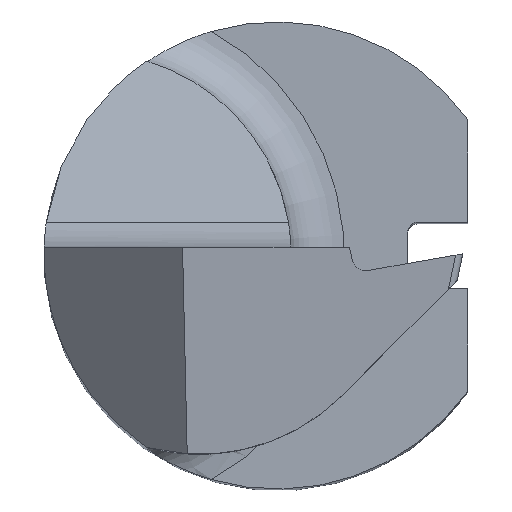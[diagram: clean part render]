
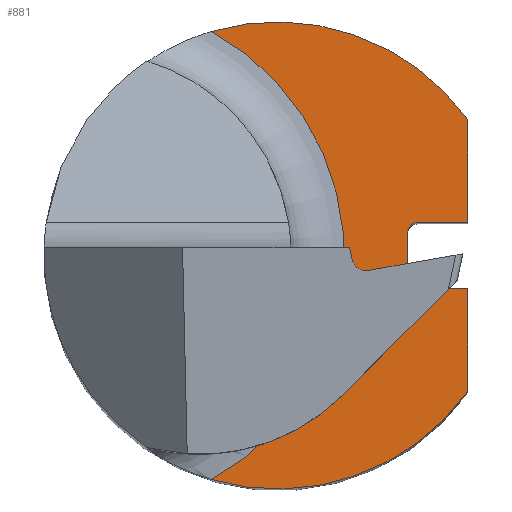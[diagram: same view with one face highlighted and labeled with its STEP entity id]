
A CAD part, top view. The second image highlights one B-rep face of the part: STEP entity #881.
In plain terms, the highlighted planar face has unit normal (0, 0, 1).
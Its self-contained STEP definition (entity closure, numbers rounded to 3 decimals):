
#7 = EDGE_CURVE ( 'NONE', #560, #97, #899, .T. ) ;
#24 = PLANE ( 'NONE',  #505 ) ;
#44 = CARTESIAN_POINT ( 'NONE',  ( 2.1, 0.5, 15. ) ) ;
#62 = CIRCLE ( 'NONE', #722, 0.15 ) ;
#97 = VERTEX_POINT ( 'NONE', #751 ) ;
#107 = EDGE_CURVE ( 'NONE', #617, #97, #203, .T. ) ;
#112 = AXIS2_PLACEMENT_3D ( 'NONE', #894, #257, #565 ) ;
#122 = CARTESIAN_POINT ( 'NONE',  ( 0., 0., 15. ) ) ;
#127 = CARTESIAN_POINT ( 'NONE',  ( 2.1, 0.35, 15. ) ) ;
#135 = EDGE_CURVE ( 'NONE', #588, #716, #228, .T. ) ;
#136 = LINE ( 'NONE', #609, #710 ) ;
#151 = CARTESIAN_POINT ( 'NONE',  ( 2.85, 2.032, 15. ) ) ;
#153 = ORIENTED_EDGE ( 'NONE', *, *, #135, .T. ) ;
#155 = VECTOR ( 'NONE', #797, 1000. ) ;
#203 = LINE ( 'NONE', #916, #673 ) ;
#226 = CIRCLE ( 'NONE', #112, 3.5 ) ;
#228 = CIRCLE ( 'NONE', #355, 3.5 ) ;
#257 = DIRECTION ( 'NONE',  ( 0., 0., 1. ) ) ;
#269 = VERTEX_POINT ( 'NONE', #344 ) ;
#338 = CARTESIAN_POINT ( 'NONE',  ( 2.85, 0.5, 15. ) ) ;
#344 = CARTESIAN_POINT ( 'NONE',  ( 2.85, -0.5, 15. ) ) ;
#350 = DIRECTION ( 'NONE',  ( 0., 1., 0. ) ) ;
#354 = DIRECTION ( 'NONE',  ( 0., 0., -1. ) ) ;
#355 = AXIS2_PLACEMENT_3D ( 'NONE', #122, #920, #434 ) ;
#360 = EDGE_CURVE ( 'NONE', #716, #269, #592, .T. ) ;
#370 = EDGE_CURVE ( 'NONE', #617, #448, #62, .T. ) ;
#375 = DIRECTION ( 'NONE',  ( 1., 0., 0. ) ) ;
#384 = CARTESIAN_POINT ( 'NONE',  ( -0.99, 3.357, 15. ) ) ;
#397 = ORIENTED_EDGE ( 'NONE', *, *, #107, .F. ) ;
#399 = ORIENTED_EDGE ( 'NONE', *, *, #957, .T. ) ;
#406 = LINE ( 'NONE', #945, #587 ) ;
#407 = CARTESIAN_POINT ( 'NONE',  ( -0.325, -0.054, 15. ) ) ;
#434 = DIRECTION ( 'NONE',  ( 1., 0., 0. ) ) ;
#436 = ORIENTED_EDGE ( 'NONE', *, *, #370, .T. ) ;
#443 = EDGE_LOOP ( 'NONE', ( #399, #1030, #153, #793, #782, #666, #397, #436, #949, #528 ) ) ;
#448 = VERTEX_POINT ( 'NONE', #44 ) ;
#467 = LINE ( 'NONE', #151, #155 ) ;
#486 = DIRECTION ( 'NONE',  ( 1., 0., 0. ) ) ;
#494 = CARTESIAN_POINT ( 'NONE',  ( 2.1, -0.35, 15. ) ) ;
#503 = DIRECTION ( 'NONE',  ( 1., 0., 0. ) ) ;
#505 = AXIS2_PLACEMENT_3D ( 'NONE', #407, #726, #486 ) ;
#528 = ORIENTED_EDGE ( 'NONE', *, *, #766, .T. ) ;
#560 = VERTEX_POINT ( 'NONE', #833 ) ;
#565 = DIRECTION ( 'NONE',  ( 1., 0., 0. ) ) ;
#587 = VECTOR ( 'NONE', #728, 1000. ) ;
#588 = VERTEX_POINT ( 'NONE', #677 ) ;
#592 = LINE ( 'NONE', #844, #961 ) ;
#594 = CARTESIAN_POINT ( 'NONE',  ( 1.95, 0.35, 15. ) ) ;
#607 = EDGE_CURVE ( 'NONE', #715, #588, #958, .T. ) ;
#609 = CARTESIAN_POINT ( 'NONE',  ( 64.45, 0.5, 15. ) ) ;
#617 = VERTEX_POINT ( 'NONE', #594 ) ;
#626 = VERTEX_POINT ( 'NONE', #338 ) ;
#631 = AXIS2_PLACEMENT_3D ( 'NONE', #756, #354, #1004 ) ;
#644 = DIRECTION ( 'NONE',  ( 1., 0., 0. ) ) ;
#666 = ORIENTED_EDGE ( 'NONE', *, *, #7, .T. ) ;
#673 = VECTOR ( 'NONE', #1006, 1000. ) ;
#677 = CARTESIAN_POINT ( 'NONE',  ( -0.99, -3.357, 15. ) ) ;
#710 = VECTOR ( 'NONE', #375, 1000. ) ;
#715 = VERTEX_POINT ( 'NONE', #384 ) ;
#716 = VERTEX_POINT ( 'NONE', #952 ) ;
#722 = AXIS2_PLACEMENT_3D ( 'NONE', #127, #989, #503 ) ;
#726 = DIRECTION ( 'NONE',  ( 0., 0., 1. ) ) ;
#728 = DIRECTION ( 'NONE',  ( 1., 0., 0. ) ) ;
#751 = CARTESIAN_POINT ( 'NONE',  ( 1.95, -0.35, 15. ) ) ;
#756 = CARTESIAN_POINT ( 'NONE',  ( -2.827, 0., 15. ) ) ;
#766 = EDGE_CURVE ( 'NONE', #626, #953, #467, .T. ) ;
#782 = ORIENTED_EDGE ( 'NONE', *, *, #847, .F. ) ;
#793 = ORIENTED_EDGE ( 'NONE', *, *, #360, .T. ) ;
#797 = DIRECTION ( 'NONE',  ( 0., 1., 0. ) ) ;
#799 = CARTESIAN_POINT ( 'NONE',  ( 2.85, 2.032, 15. ) ) ;
#833 = CARTESIAN_POINT ( 'NONE',  ( 2.1, -0.5, 15. ) ) ;
#844 = CARTESIAN_POINT ( 'NONE',  ( 2.85, 2.032, 15. ) ) ;
#847 = EDGE_CURVE ( 'NONE', #560, #269, #406, .T. ) ;
#877 = FACE_OUTER_BOUND ( 'NONE', #443, .T. ) ;
#881 = ADVANCED_FACE ( 'NONE', ( #877 ), #24, .T. ) ;
#894 = CARTESIAN_POINT ( 'NONE',  ( 0., 0., 15. ) ) ;
#899 = CIRCLE ( 'NONE', #1000, 0.15 ) ;
#916 = CARTESIAN_POINT ( 'NONE',  ( 1.95, 0.5, 15. ) ) ;
#920 = DIRECTION ( 'NONE',  ( 0., 0., 1. ) ) ;
#945 = CARTESIAN_POINT ( 'NONE',  ( 64.45, -0.5, 15. ) ) ;
#949 = ORIENTED_EDGE ( 'NONE', *, *, #1033, .T. ) ;
#952 = CARTESIAN_POINT ( 'NONE',  ( 2.85, -2.032, 15. ) ) ;
#953 = VERTEX_POINT ( 'NONE', #799 ) ;
#957 = EDGE_CURVE ( 'NONE', #953, #715, #226, .T. ) ;
#958 = CIRCLE ( 'NONE', #631, 3.827 ) ;
#961 = VECTOR ( 'NONE', #350, 1000. ) ;
#977 = DIRECTION ( 'NONE',  ( 0., 0., -1. ) ) ;
#989 = DIRECTION ( 'NONE',  ( 0., 0., -1. ) ) ;
#1000 = AXIS2_PLACEMENT_3D ( 'NONE', #494, #977, #644 ) ;
#1004 = DIRECTION ( 'NONE',  ( 1., 0., 0. ) ) ;
#1006 = DIRECTION ( 'NONE',  ( 0., -1., 0. ) ) ;
#1030 = ORIENTED_EDGE ( 'NONE', *, *, #607, .T. ) ;
#1033 = EDGE_CURVE ( 'NONE', #448, #626, #136, .T. ) ;
